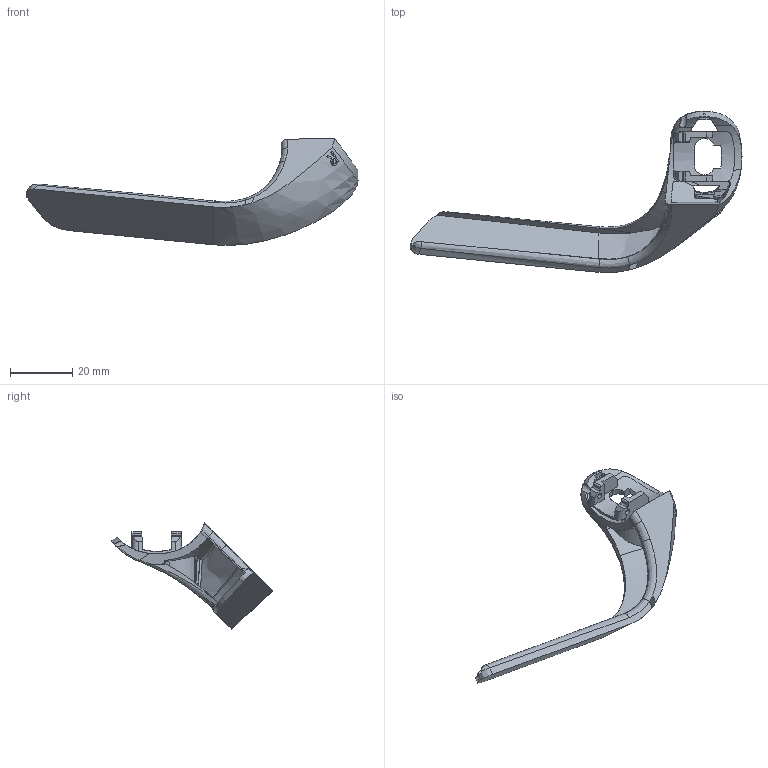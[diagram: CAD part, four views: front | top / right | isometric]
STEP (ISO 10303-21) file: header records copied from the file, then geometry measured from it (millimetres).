
FILE_DESCRIPTION(/* description */ ('STEP AP242','CAx-IF Rec.Pracs.---Representation and Presentation of Product Manufacturing Information (PMI)---4.0---2014-10-13','CAx-IF Rec.Pracs.---3D Tessellated Geometry---0.4---2014-09-14','2;1'),/* implementation_level */ '2;1');
FILE_NAME(/* name */ '63b7f2fd10cf7e7b96ed3bd1',/* time_stamp */ '2023-01-06T10:07:58+00:00',/* author */ (''),/* organization */ (''),/* preprocessor_version */ 'ST-DEVELOPER v18.102',/* originating_system */ ' ',/* authorisation */ ' ');
FILE_SCHEMA (('AP242_MANAGED_MODEL_BASED_3D_ENGINEERING_MIM_LF { 1 0 10303 442 1 1 4 }'));
Length unit declared in the file: metre
Products named in the file (1): P9 Handle R
Bounding box: 106.9 x 51.93 x 34.45 mm (x, y, z)
Surface area: 7969.3 mm2 (no closed solid volume)
Topology: 0 solids, 1 shells, 219 faces, 665 edges, 435 vertices
Faces by surface type: bspline 105, plane 80, cylinder 33, cone 1
Full cylindrical faces by diameter (mm): 1.7 x2
Entity records: 14216 total; most frequent: CARTESIAN_POINT 9205, ORIENTED_EDGE 1306, EDGE_CURVE 653, DIRECTION 540, VERTEX_POINT 432, B_SPLINE_CURVE_WITH_KNOTS 397, EDGE_LOOP 227, FACE_BOUND 227
